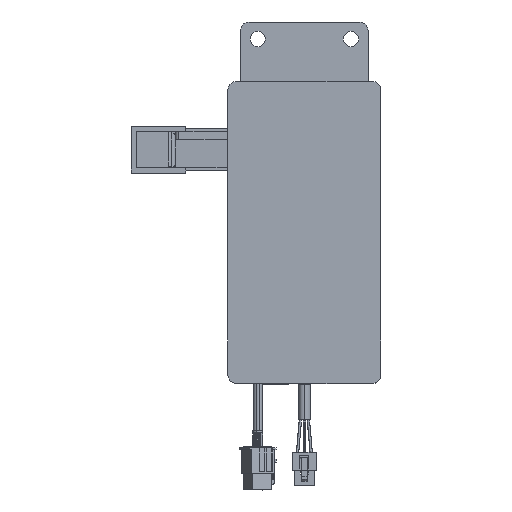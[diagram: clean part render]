
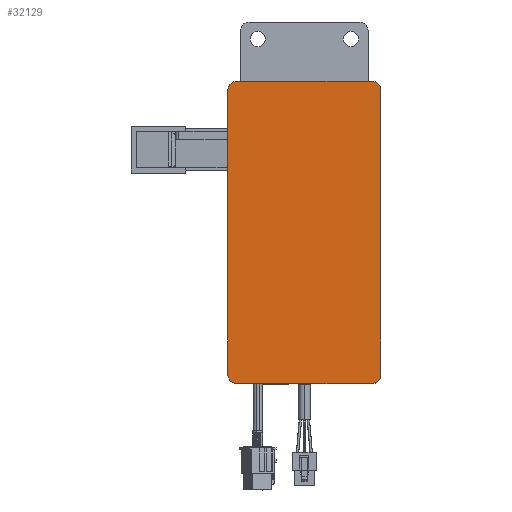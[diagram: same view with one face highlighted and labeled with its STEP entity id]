
A CAD part, front view. The second image highlights one B-rep face of the part: STEP entity #32129.
In plain terms, the highlighted planar face has unit normal (0, -1, 0).
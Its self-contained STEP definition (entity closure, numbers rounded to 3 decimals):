
#2241 = VERTEX_POINT ( 'NONE', #28120 ) ;
#2279 = CARTESIAN_POINT ( 'NONE',  ( -35., -100., -45.003 ) ) ;
#3858 = DIRECTION ( 'NONE',  ( 0., 0., -1. ) ) ;
#4277 = EDGE_CURVE ( 'NONE', #45636, #4420, #58087, .T. ) ;
#4420 = VERTEX_POINT ( 'NONE', #75897 ) ;
#4678 = CIRCLE ( 'NONE', #12723, 5.003 ) ;
#5765 = CARTESIAN_POINT ( 'NONE',  ( 133., -100., -40. ) ) ;
#5960 = VECTOR ( 'NONE', #79526, 1000. ) ;
#6980 = LINE ( 'NONE', #92574, #9080 ) ;
#9080 = VECTOR ( 'NONE', #15672, 1000. ) ;
#10502 = ORIENTED_EDGE ( 'NONE', *, *, #52720, .T. ) ;
#12070 = ORIENTED_EDGE ( 'NONE', *, *, #63919, .T. ) ;
#12458 = VERTEX_POINT ( 'NONE', #77336 ) ;
#12723 = AXIS2_PLACEMENT_3D ( 'NONE', #18649, #26276, #3858 ) ;
#13474 = CARTESIAN_POINT ( 'NONE',  ( -35., -100., -45.003 ) ) ;
#13530 = CARTESIAN_POINT ( 'NONE',  ( 133., -100., 45.003 ) ) ;
#15297 = CARTESIAN_POINT ( 'NONE',  ( 133., -100., 40. ) ) ;
#15314 = AXIS2_PLACEMENT_3D ( 'NONE', #42328, #34180, #73385 ) ;
#15672 = DIRECTION ( 'NONE',  ( 0., 0., -1. ) ) ;
#15964 = ORIENTED_EDGE ( 'NONE', *, *, #46379, .T. ) ;
#16753 = ORIENTED_EDGE ( 'NONE', *, *, #66979, .T. ) ;
#18649 = CARTESIAN_POINT ( 'NONE',  ( -35., -100., 40. ) ) ;
#20178 = EDGE_CURVE ( 'NONE', #63982, #12458, #6980, .T. ) ;
#23357 = VERTEX_POINT ( 'NONE', #2279 ) ;
#23953 = DIRECTION ( 'NONE',  ( 0., 0., -1. ) ) ;
#24535 = VECTOR ( 'NONE', #91388, 1000. ) ;
#24951 = DIRECTION ( 'NONE',  ( 0., 0., -1. ) ) ;
#26276 = DIRECTION ( 'NONE',  ( 0., -1., 0. ) ) ;
#28120 = CARTESIAN_POINT ( 'NONE',  ( 138.003, -100., -40. ) ) ;
#29000 = EDGE_CURVE ( 'NONE', #4420, #63982, #4678, .T. ) ;
#32129 = ADVANCED_FACE ( 'NONE', ( #75550 ), #52622, .T. ) ;
#34180 = DIRECTION ( 'NONE',  ( 0., -1., 0. ) ) ;
#42253 = DIRECTION ( 'NONE',  ( 0., -1., 0. ) ) ;
#42328 = CARTESIAN_POINT ( 'NONE',  ( -35., -100., -40. ) ) ;
#45636 = VERTEX_POINT ( 'NONE', #13530 ) ;
#46379 = EDGE_CURVE ( 'NONE', #76877, #2241, #88865, .T. ) ;
#50534 = ORIENTED_EDGE ( 'NONE', *, *, #4277, .T. ) ;
#52178 = LINE ( 'NONE', #13474, #93587 ) ;
#52622 = PLANE ( 'NONE',  #61448 ) ;
#52720 = EDGE_CURVE ( 'NONE', #71150, #45636, #76487, .T. ) ;
#55307 = AXIS2_PLACEMENT_3D ( 'NONE', #15297, #76937, #23953 ) ;
#57576 = CARTESIAN_POINT ( 'NONE',  ( 133., -100., 45.003 ) ) ;
#58087 = LINE ( 'NONE', #57576, #5960 ) ;
#59774 = DIRECTION ( 'NONE',  ( 0., -1., 0. ) ) ;
#60320 = CARTESIAN_POINT ( 'NONE',  ( 138.003, -100., -40. ) ) ;
#61448 = AXIS2_PLACEMENT_3D ( 'NONE', #5765, #59774, #87236 ) ;
#63919 = EDGE_CURVE ( 'NONE', #23357, #76877, #52178, .T. ) ;
#63982 = VERTEX_POINT ( 'NONE', #78624 ) ;
#65534 = ORIENTED_EDGE ( 'NONE', *, *, #20178, .T. ) ;
#66162 = CARTESIAN_POINT ( 'NONE',  ( 133., -100., -40. ) ) ;
#66979 = EDGE_CURVE ( 'NONE', #2241, #71150, #99502, .T. ) ;
#67297 = CIRCLE ( 'NONE', #15314, 5.003 ) ;
#67588 = EDGE_LOOP ( 'NONE', ( #15964, #16753, #10502, #50534, #76511, #65534, #84490, #12070 ) ) ;
#67725 = CARTESIAN_POINT ( 'NONE',  ( 138.003, -100., 40. ) ) ;
#71150 = VERTEX_POINT ( 'NONE', #67725 ) ;
#73385 = DIRECTION ( 'NONE',  ( 0., 0., -1. ) ) ;
#73519 = CARTESIAN_POINT ( 'NONE',  ( 133., -100., -45.003 ) ) ;
#75550 = FACE_OUTER_BOUND ( 'NONE', #67588, .T. ) ;
#75897 = CARTESIAN_POINT ( 'NONE',  ( -35., -100., 45.003 ) ) ;
#76487 = CIRCLE ( 'NONE', #55307, 5.003 ) ;
#76511 = ORIENTED_EDGE ( 'NONE', *, *, #29000, .T. ) ;
#76877 = VERTEX_POINT ( 'NONE', #73519 ) ;
#76937 = DIRECTION ( 'NONE',  ( 0., -1., 0. ) ) ;
#77336 = CARTESIAN_POINT ( 'NONE',  ( -40.003, -100., -40. ) ) ;
#78624 = CARTESIAN_POINT ( 'NONE',  ( -40.003, -100., 40. ) ) ;
#79526 = DIRECTION ( 'NONE',  ( -1., 0., 0. ) ) ;
#82232 = DIRECTION ( 'NONE',  ( 1., 0., 0. ) ) ;
#84490 = ORIENTED_EDGE ( 'NONE', *, *, #97478, .T. ) ;
#87236 = DIRECTION ( 'NONE',  ( 0., 0., -1. ) ) ;
#88865 = CIRCLE ( 'NONE', #95366, 5.003 ) ;
#91388 = DIRECTION ( 'NONE',  ( 0., 0., 1. ) ) ;
#92574 = CARTESIAN_POINT ( 'NONE',  ( -40.003, -100., 40. ) ) ;
#93587 = VECTOR ( 'NONE', #82232, 1000. ) ;
#95366 = AXIS2_PLACEMENT_3D ( 'NONE', #66162, #42253, #24951 ) ;
#97478 = EDGE_CURVE ( 'NONE', #12458, #23357, #67297, .T. ) ;
#99502 = LINE ( 'NONE', #60320, #24535 ) ;
